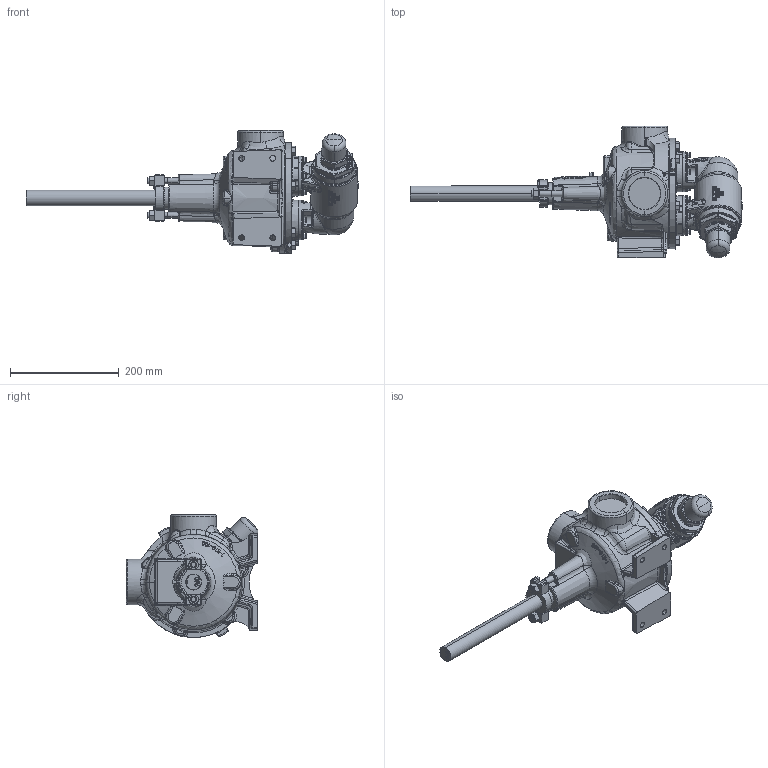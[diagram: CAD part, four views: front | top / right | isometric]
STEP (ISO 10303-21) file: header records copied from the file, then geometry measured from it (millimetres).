
FILE_DESCRIPTION (( 'STEP AP214' ), '1' );
FILE_NAME ('KK32.STEP', '2016-12-15T17:33:32', ( '' ), ( '' ), 'SwSTEP 2.0', 'SolidWorks 2016', '' );
FILE_SCHEMA (( 'AUTOMOTIVE_DESIGN' ));
Length unit declared in the file: inch
Products named in the file (2): KK32
Bounding box: 610.98 x 242.88 x 226.41 mm (x, y, z)
Volume: 5567993.1 mm3; surface area: 330619.4 mm2
Topology: 1 solids, 1 shells, 2660 faces, 6804 edges, 4188 vertices
Faces by surface type: plane 945, bspline 784, cylinder 414, cone 271, torus 177, sphere 69
Entity records: 163797 total; most frequent: CARTESIAN_POINT 72135, ORIENTED_EDGE 13450, DIRECTION 9732, EDGE_CURVE 6725, VERTEX_POINT 4182, AXIS2_PLACEMENT_3D 3824, EDGE_LOOP 2811, LENGTH_MEASURE_WITH_UNIT 2663
